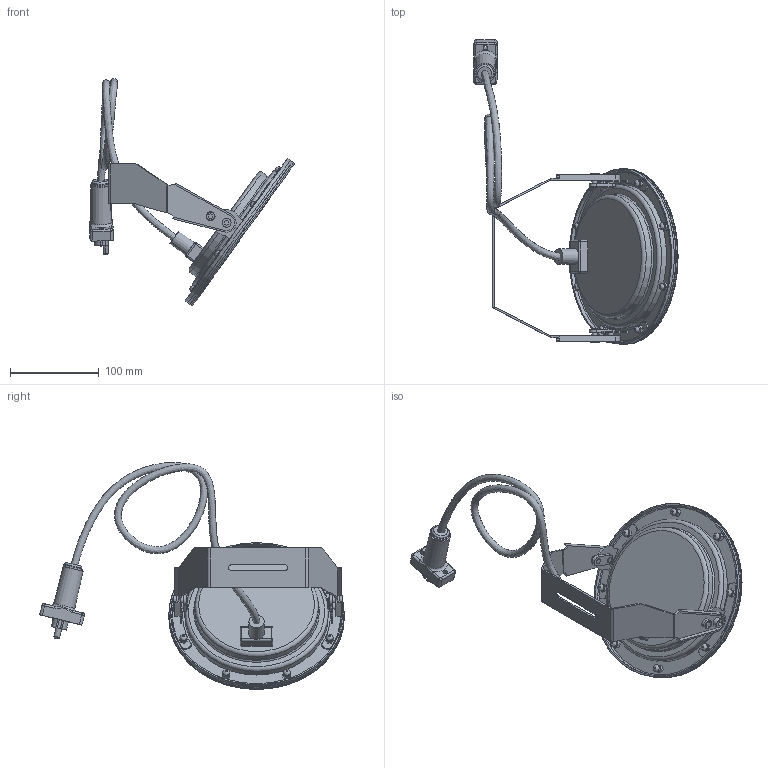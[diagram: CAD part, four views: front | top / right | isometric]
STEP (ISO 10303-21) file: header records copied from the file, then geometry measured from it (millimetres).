
FILE_DESCRIPTION(/* description */ (''),/* implementation_level */ '2;1');
FILE_NAME(/* name */ '72666_ProfiLux_Basic_Led_XL_W_Flood.stp',/* time_stamp */ '2019-01-07T09:41:06+01:00',/* author */ ('guzb562'),/* organization */ (''),/* preprocessor_version */ 'ST-DEVELOPER v17.2',/* originating_system */ 'Autodesk Inventor 2019',/* authorisation */ '');
FILE_SCHEMA (('CONFIG_CONTROL_DESIGN'));
Length unit declared in the file: millimetre
Products named in the file (5): 70134_ProfiLux_Basic_Led_Wl_RGB_Spot; 70132_ProfiLux_LED_LRGB_Spot; 70134_ProfiLux_Basic_LED_XL_Spot_; Stecker 24V; 70134_ProfiLux_Basic_LeD_XLl_RGB_Spot.Kabelbaum1
Assembly tree (4 placements, depth 2):
  70134_ProfiLux_Basic_Led_Wl_RGB_Spot
    70132_ProfiLux_LED_LRGB_Spot
    70134_ProfiLux_Basic_LED_XL_Spot_
    Stecker 24V
    70134_ProfiLux_Basic_LeD_XLl_RGB_Spot.Kabelbaum1
Bounding box: 230.54 x 343.73 x 256.25 mm (x, y, z)
Volume: 461146.6 mm3; surface area: 167644.8 mm2
Topology: 5 solids, 14 shells, 1159 faces, 2916 edges, 1926 vertices
Faces by surface type: plane 802, cylinder 180, bspline 147, cone 18, torus 8, sphere 4
Full cylindrical faces by diameter (mm): 4.2 x8, 5.216 x2, 6 x6, 6.5 x2, 7.255 x1, 7.794 x8, 9 x2, 10 x12, 11.314 x8, 15 x21, 15.899 x1, 19.899 x1, 22.126 x1, 35.5 x7, 139.391 x1, 147.475 x1, 161.724 x1, 197.973 x1, 197.98 x1
Entity records: 39386 total; most frequent: CARTESIAN_POINT 11716, ORIENTED_EDGE 5830, DIRECTION 5152, EDGE_CURVE 2916, LINE 2146, VECTOR 2146, VERTEX_POINT 1926, AXIS2_PLACEMENT_3D 1503
